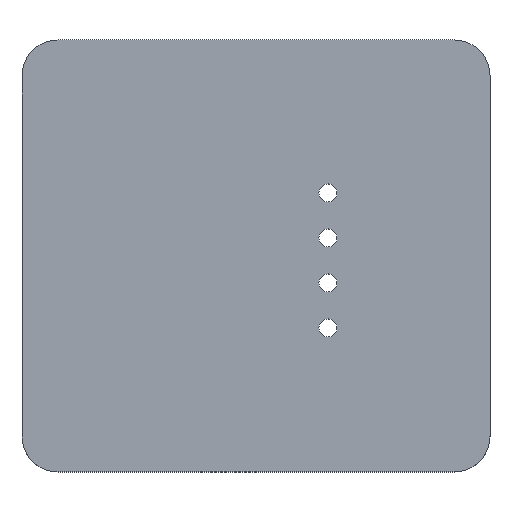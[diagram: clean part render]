
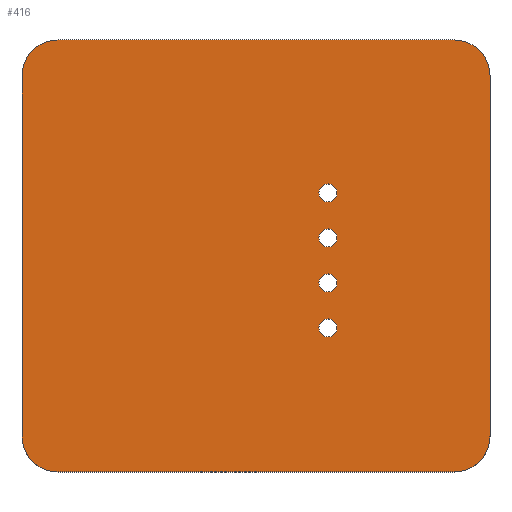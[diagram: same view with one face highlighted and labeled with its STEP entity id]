
A CAD part, top view. The second image highlights one B-rep face of the part: STEP entity #416.
In plain terms, the highlighted planar face has unit normal (0, 0, 1).
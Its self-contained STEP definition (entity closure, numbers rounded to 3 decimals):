
#33 = VERTEX_POINT('',#34);
#34 = CARTESIAN_POINT('',(114.,-98.,0.));
#51 = VERTEX_POINT('',#52);
#52 = CARTESIAN_POINT('',(114.,-108.,0.));
#58 = EDGE_CURVE('',#33,#51,#59,.T.);
#59 = LINE('',#60,#61);
#60 = CARTESIAN_POINT('',(114.,-98.,0.));
#61 = VECTOR('',#62,1.);
#62 = DIRECTION('',(0.,-1.,0.));
#73 = VERTEX_POINT('',#74);
#74 = CARTESIAN_POINT('',(115.,-97.,0.));
#90 = EDGE_CURVE('',#73,#33,#91,.T.);
#91 = CIRCLE('',#92,1.);
#92 = AXIS2_PLACEMENT_3D('',#93,#94,#95);
#93 = CARTESIAN_POINT('',(115.,-98.,0.));
#94 = DIRECTION('',(0.,0.,1.));
#95 = DIRECTION('',(0.,1.,0.));
#116 = VERTEX_POINT('',#117);
#117 = CARTESIAN_POINT('',(115.,-109.,0.));
#123 = EDGE_CURVE('',#51,#116,#124,.T.);
#124 = CIRCLE('',#125,1.);
#125 = AXIS2_PLACEMENT_3D('',#126,#127,#128);
#126 = CARTESIAN_POINT('',(115.,-108.,0.));
#127 = DIRECTION('',(0.,0.,1.));
#128 = DIRECTION('',(-1.,0.,0.));
#139 = VERTEX_POINT('',#140);
#140 = CARTESIAN_POINT('',(126.,-97.,0.));
#155 = EDGE_CURVE('',#139,#73,#156,.T.);
#156 = LINE('',#157,#158);
#157 = CARTESIAN_POINT('',(126.,-97.,0.));
#158 = VECTOR('',#159,1.);
#159 = DIRECTION('',(-1.,0.,0.));
#179 = VERTEX_POINT('',#180);
#180 = CARTESIAN_POINT('',(126.,-109.,0.));
#186 = EDGE_CURVE('',#116,#179,#187,.T.);
#187 = LINE('',#188,#189);
#188 = CARTESIAN_POINT('',(115.,-109.,0.));
#189 = VECTOR('',#190,1.);
#190 = DIRECTION('',(1.,0.,0.));
#201 = VERTEX_POINT('',#202);
#202 = CARTESIAN_POINT('',(127.,-98.,0.));
#218 = EDGE_CURVE('',#201,#139,#219,.T.);
#219 = CIRCLE('',#220,1.);
#220 = AXIS2_PLACEMENT_3D('',#221,#222,#223);
#221 = CARTESIAN_POINT('',(126.,-98.,0.));
#222 = DIRECTION('',(0.,0.,1.));
#223 = DIRECTION('',(1.,0.,0.));
#244 = VERTEX_POINT('',#245);
#245 = CARTESIAN_POINT('',(127.,-108.,0.));
#251 = EDGE_CURVE('',#179,#244,#252,.T.);
#252 = CIRCLE('',#253,1.);
#253 = AXIS2_PLACEMENT_3D('',#254,#255,#256);
#254 = CARTESIAN_POINT('',(126.,-108.,0.));
#255 = DIRECTION('',(0.,0.,1.));
#256 = DIRECTION('',(0.,-1.,0.));
#274 = EDGE_CURVE('',#244,#201,#275,.T.);
#275 = LINE('',#276,#277);
#276 = CARTESIAN_POINT('',(127.,-108.,0.));
#277 = VECTOR('',#278,1.);
#278 = DIRECTION('',(0.,1.,0.));
#289 = VERTEX_POINT('',#290);
#290 = CARTESIAN_POINT('',(122.75,-103.75,0.));
#306 = EDGE_CURVE('',#289,#289,#307,.T.);
#307 = CIRCLE('',#308,0.25);
#308 = AXIS2_PLACEMENT_3D('',#309,#310,#311);
#309 = CARTESIAN_POINT('',(122.5,-103.75,0.));
#310 = DIRECTION('',(0.,0.,1.));
#311 = DIRECTION('',(1.,0.,0.));
#322 = VERTEX_POINT('',#323);
#323 = CARTESIAN_POINT('',(122.75,-102.5,0.));
#339 = EDGE_CURVE('',#322,#322,#340,.T.);
#340 = CIRCLE('',#341,0.25);
#341 = AXIS2_PLACEMENT_3D('',#342,#343,#344);
#342 = CARTESIAN_POINT('',(122.5,-102.5,0.));
#343 = DIRECTION('',(0.,0.,1.));
#344 = DIRECTION('',(1.,0.,0.));
#355 = VERTEX_POINT('',#356);
#356 = CARTESIAN_POINT('',(122.75,-105.,0.));
#372 = EDGE_CURVE('',#355,#355,#373,.T.);
#373 = CIRCLE('',#374,0.25);
#374 = AXIS2_PLACEMENT_3D('',#375,#376,#377);
#375 = CARTESIAN_POINT('',(122.5,-105.,0.));
#376 = DIRECTION('',(0.,0.,1.));
#377 = DIRECTION('',(1.,0.,0.));
#388 = VERTEX_POINT('',#389);
#389 = CARTESIAN_POINT('',(122.75,-101.25,0.));
#405 = EDGE_CURVE('',#388,#388,#406,.T.);
#406 = CIRCLE('',#407,0.25);
#407 = AXIS2_PLACEMENT_3D('',#408,#409,#410);
#408 = CARTESIAN_POINT('',(122.5,-101.25,0.));
#409 = DIRECTION('',(0.,0.,1.));
#410 = DIRECTION('',(1.,0.,0.));
#416 = ADVANCED_FACE('',(#417,#427,#430,#433,#436),#439,.F.);
#417 = FACE_BOUND('',#418,.F.);
#418 = EDGE_LOOP('',(#419,#420,#421,#422,#423,#424,#425,#426));
#419 = ORIENTED_EDGE('',*,*,#58,.F.);
#420 = ORIENTED_EDGE('',*,*,#90,.F.);
#421 = ORIENTED_EDGE('',*,*,#155,.F.);
#422 = ORIENTED_EDGE('',*,*,#218,.F.);
#423 = ORIENTED_EDGE('',*,*,#274,.F.);
#424 = ORIENTED_EDGE('',*,*,#251,.F.);
#425 = ORIENTED_EDGE('',*,*,#186,.F.);
#426 = ORIENTED_EDGE('',*,*,#123,.F.);
#427 = FACE_BOUND('',#428,.F.);
#428 = EDGE_LOOP('',(#429));
#429 = ORIENTED_EDGE('',*,*,#306,.T.);
#430 = FACE_BOUND('',#431,.F.);
#431 = EDGE_LOOP('',(#432));
#432 = ORIENTED_EDGE('',*,*,#339,.T.);
#433 = FACE_BOUND('',#434,.F.);
#434 = EDGE_LOOP('',(#435));
#435 = ORIENTED_EDGE('',*,*,#372,.T.);
#436 = FACE_BOUND('',#437,.F.);
#437 = EDGE_LOOP('',(#438));
#438 = ORIENTED_EDGE('',*,*,#405,.T.);
#439 = PLANE('',#440);
#440 = AXIS2_PLACEMENT_3D('',#441,#442,#443);
#441 = CARTESIAN_POINT('',(114.,-98.,0.));
#442 = DIRECTION('',(0.,0.,-1.));
#443 = DIRECTION('',(-1.,0.,0.));
